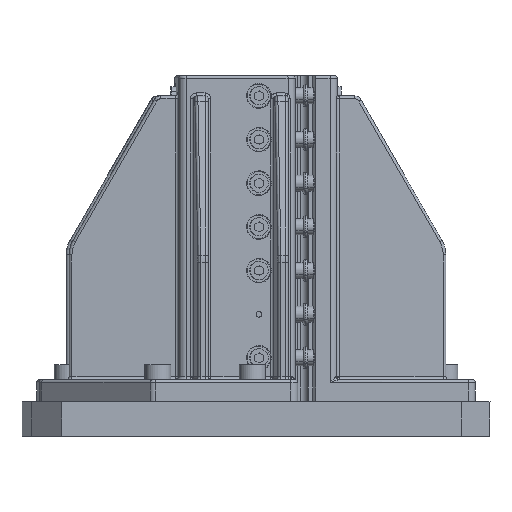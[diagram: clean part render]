
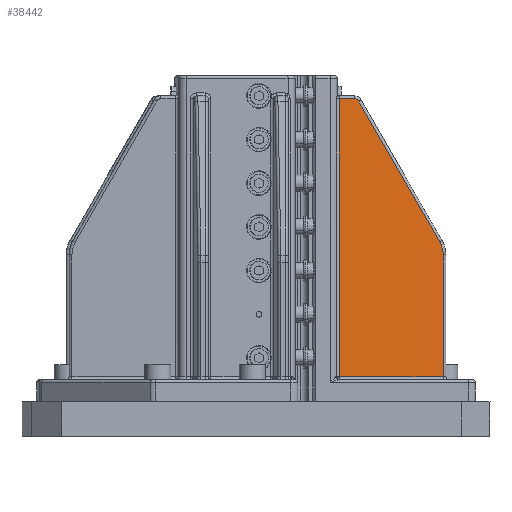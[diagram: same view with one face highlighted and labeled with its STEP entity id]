
A CAD part, left-side view. The second image highlights one B-rep face of the part: STEP entity #38442.
In plain terms, the highlighted planar face has unit normal (-0.998, -0.071, 0).
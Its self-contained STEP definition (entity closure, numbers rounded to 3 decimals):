
#38400=AXIS2_PLACEMENT_3D('Plane Axis2P3D',#38397,#38398,#38399) ;
#35604=CARTESIAN_POINT('Vertex',(-26.618,-106.758,41.)) ;
#35627=CARTESIAN_POINT('Line Origine',(-31.304,-41.245,41.)) ;
#35631=CARTESIAN_POINT('Vertex',(-31.717,-35.482,41.)) ;
#37695=CARTESIAN_POINT('Line Origine',(-31.717,-35.482,141.5)) ;
#37699=CARTESIAN_POINT('Vertex',(-31.717,-35.482,232.)) ;
#37819=CARTESIAN_POINT('Line Origine',(-29.14,-71.501,232.)) ;
#37823=CARTESIAN_POINT('Vertex',(-30.965,-45.989,232.)) ;
#38382=CARTESIAN_POINT('Vertex',(-26.618,-106.758,124.718)) ;
#38385=CARTESIAN_POINT('Line Origine',(-26.618,-106.758,136.58)) ;
#38397=CARTESIAN_POINT('Axis2P3D Location',(-31.835,-33.83,136.)) ;
#38403=CARTESIAN_POINT('Control Point',(-26.791,-104.351,133.718)) ;
#38404=CARTESIAN_POINT('Control Point',(-26.731,-105.18,132.279)) ;
#38405=CARTESIAN_POINT('Control Point',(-26.684,-105.844,130.743)) ;
#38406=CARTESIAN_POINT('Control Point',(-26.649,-106.327,129.137)) ;
#38407=CARTESIAN_POINT('Control Point',(-26.625,-106.66,127.269)) ;
#38408=CARTESIAN_POINT('Control Point',(-26.619,-106.747,125.386)) ;
#38409=CARTESIAN_POINT('Control Point',(-26.619,-106.754,125.163)) ;
#38410=CARTESIAN_POINT('Control Point',(-26.618,-106.758,124.941)) ;
#38411=CARTESIAN_POINT('Control Point',(-26.618,-106.758,124.718)) ;
#38412=CARTESIAN_POINT('Vertex',(-26.791,-104.351,133.718)) ;
#38415=CARTESIAN_POINT('Line Origine',(-28.785,-76.467,182.109)) ;
#38419=CARTESIAN_POINT('Vertex',(-30.78,-48.582,230.5)) ;
#38423=CARTESIAN_POINT('Control Point',(-30.965,-45.989,232.)) ;
#38424=CARTESIAN_POINT('Control Point',(-30.941,-46.328,232.)) ;
#38425=CARTESIAN_POINT('Control Point',(-30.917,-46.667,231.952)) ;
#38426=CARTESIAN_POINT('Control Point',(-30.893,-46.996,231.856)) ;
#38427=CARTESIAN_POINT('Control Point',(-30.852,-47.573,231.594)) ;
#38428=CARTESIAN_POINT('Control Point',(-30.817,-48.062,231.194)) ;
#38429=CARTESIAN_POINT('Control Point',(-30.802,-48.264,230.983)) ;
#38430=CARTESIAN_POINT('Control Point',(-30.79,-48.438,230.75)) ;
#38431=CARTESIAN_POINT('Control Point',(-30.78,-48.582,230.5)) ;
#35628=DIRECTION('Vector Direction',(0.071,-0.997,0.)) ;
#37696=DIRECTION('Vector Direction',(0.,0.,-1.)) ;
#37820=DIRECTION('Vector Direction',(-0.071,0.997,0.)) ;
#38386=DIRECTION('Vector Direction',(0.,0.,-1.)) ;
#38398=DIRECTION('Axis2P3D Direction',(0.997,0.071,0.)) ;
#38399=DIRECTION('Axis2P3D XDirection',(0.,0.,-1.)) ;
#38416=DIRECTION('Vector Direction',(0.036,-0.499,-0.866)) ;
#35629=VECTOR('Line Direction',#35628,1.) ;
#37697=VECTOR('Line Direction',#37696,1.) ;
#37821=VECTOR('Line Direction',#37820,1.) ;
#38387=VECTOR('Line Direction',#38386,1.) ;
#38417=VECTOR('Line Direction',#38416,1.) ;
#38434=ORIENTED_EDGE('',*,*,#37701,.T.) ;
#38435=ORIENTED_EDGE('',*,*,#35633,.T.) ;
#38436=ORIENTED_EDGE('',*,*,#38389,.F.) ;
#38437=ORIENTED_EDGE('',*,*,#38414,.F.) ;
#38438=ORIENTED_EDGE('',*,*,#38421,.F.) ;
#38439=ORIENTED_EDGE('',*,*,#38432,.F.) ;
#38440=ORIENTED_EDGE('',*,*,#37825,.F.) ;
#38442=ADVANCED_FACE('AEGT_208',(#38441),#38401,.F.) ;
#38402=B_SPLINE_CURVE_WITH_KNOTS('',5,(#38403,#38404,#38405,#38406,#38407,#38408,#38409,#38410,#38411),.UNSPECIFIED.,.F.,.U.,(6,3,6),(0.,11.778,13.355),.UNSPECIFIED.) ;
#38422=B_SPLINE_CURVE_WITH_KNOTS('',5,(#38423,#38424,#38425,#38426,#38427,#38428,#38429,#38430,#38431),.UNSPECIFIED.,.F.,.U.,(6,3,6),(0.,2.408,4.458),.UNSPECIFIED.) ;
#35633=EDGE_CURVE('',#35632,#35605,#35630,.T.) ;
#37701=EDGE_CURVE('',#37700,#35632,#37698,.T.) ;
#37825=EDGE_CURVE('',#37700,#37824,#37822,.F.) ;
#38389=EDGE_CURVE('',#38383,#35605,#38388,.T.) ;
#38414=EDGE_CURVE('',#38413,#38383,#38402,.T.) ;
#38421=EDGE_CURVE('',#38420,#38413,#38418,.T.) ;
#38432=EDGE_CURVE('',#37824,#38420,#38422,.T.) ;
#38433=EDGE_LOOP('',(#38434,#38435,#38436,#38437,#38438,#38439,#38440)) ;
#38441=FACE_OUTER_BOUND('',#38433,.T.) ;
#35630=LINE('Line',#35627,#35629) ;
#37698=LINE('Line',#37695,#37697) ;
#37822=LINE('Line',#37819,#37821) ;
#38388=LINE('Line',#38385,#38387) ;
#38418=LINE('Line',#38415,#38417) ;
#38401=PLANE('',#38400) ;
#35605=VERTEX_POINT('',#35604) ;
#35632=VERTEX_POINT('',#35631) ;
#37700=VERTEX_POINT('',#37699) ;
#37824=VERTEX_POINT('',#37823) ;
#38383=VERTEX_POINT('',#38382) ;
#38413=VERTEX_POINT('',#38412) ;
#38420=VERTEX_POINT('',#38419) ;
